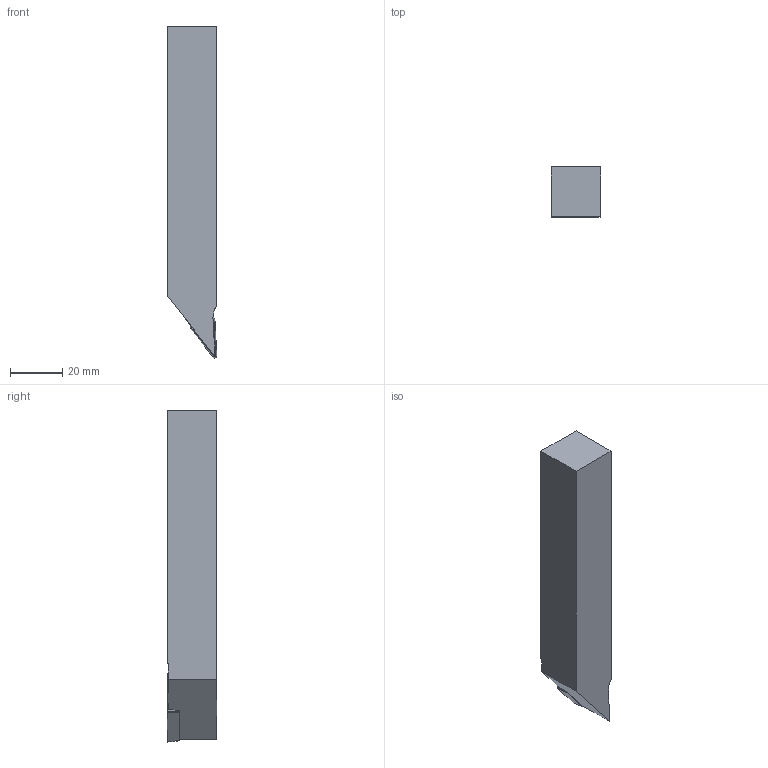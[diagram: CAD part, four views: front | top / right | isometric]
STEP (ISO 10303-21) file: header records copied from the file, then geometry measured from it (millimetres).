
FILE_DESCRIPTION(/* description */ (''),/* implementation_level */ '2;1');
FILE_NAME(/* name */ '1540528015605.stp',/* time_stamp */ '2018-10-26T09:57:07+05:00',/* author */ (''),/* organization */ ('SMS'),/* preprocessor_version */ 'ST-DEVELOPER v15',/* originating_system */ 'SIEMENS PLM Software NX 8.5',/* authorisation */ '');
FILE_SCHEMA (('AUTOMOTIVE_DESIGN { 1 0 10303 214 3 1 1 1 }'));
Length unit declared in the file: millimetre
Products named in the file (4): ASSEMBLY_CONSTRUCTION; IsoTurningInsert; 201927744mod000_00; 201927759mod000_00
Assembly tree (3 placements, depth 2):
  201927759mod000_00
    201927744mod000_00
    IsoTurningInsert
    ASSEMBLY_CONSTRUCTION
Bounding box: 19 x 19.05 x 127 mm (x, y, z)
Volume: 41070.5 mm3; surface area: 10248.9 mm2
Topology: 2 solids, 2 shells, 37 faces, 92 edges, 69 vertices
Faces by surface type: plane 20, cone 8, cylinder 5, torus 4
Full cylindrical faces by diameter (mm): 4.4 x2
Entity records: 1319 total; most frequent: CARTESIAN_POINT 275, DIRECTION 201, ORIENTED_EDGE 158, EDGE_CURVE 79, AXIS2_PLACEMENT_3D 76, VERTEX_POINT 56, EDGE_LOOP 49, LINE 49
